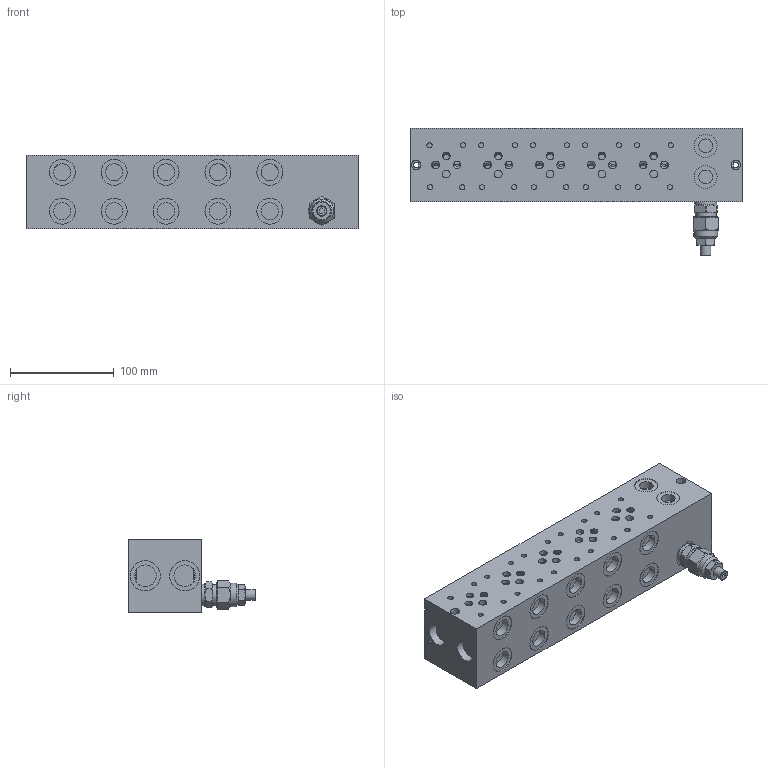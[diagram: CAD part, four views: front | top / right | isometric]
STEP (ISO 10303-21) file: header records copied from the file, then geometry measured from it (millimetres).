
FILE_DESCRIPTION(/* description */ ('Unknown'),/* implementation_level */ '2;1');
FILE_NAME(/* name */ 'PB.29050-001',/* time_stamp */ '2023-07-20T10:28:42+02:00',/* author */ ('Unknown'),/* organization */ ('Unknown'),/* preprocessor_version */ 'ST-DEVELOPER v18.102',/* originating_system */ 'Solid Edge',/* authorisation */ 'Unknown');
FILE_SCHEMA (('AUTOMOTIVE_DESIGN {1 0 10303 214 3 1 1}'));
Length unit declared in the file: millimetre
Products named in the file (2): PB; PB.29050
Assembly tree (1 placements, depth 2):
  PB
    PB.29050
Bounding box: 320 x 123 x 70.5 mm (x, y, z)
Volume: 1565445.5 mm3; surface area: 124964.4 mm2
Topology: 2 solids, 2 shells, 350 faces, 802 edges, 538 vertices
Faces by surface type: plane 192, cylinder 111, cone 47
Full cylindrical faces by diameter (mm): 5 x20, 5.5 x2, 6.5 x15, 7.5 x20, 8 x4, 9 x2, 10 x1, 13.2 x2, 16.662 x10, 20 x2, 20.955 x4, 21 x2, 22 x2, 23 x1, 25 x11, 29 x4
Entity records: 9773 total; most frequent: CARTESIAN_POINT 2567, DIRECTION 1504, ORIENTED_EDGE 1286, EDGE_CURVE 643, AXIS2_PLACEMENT_3D 640, EDGE_LOOP 545, FACE_BOUND 545, VERTEX_POINT 488
